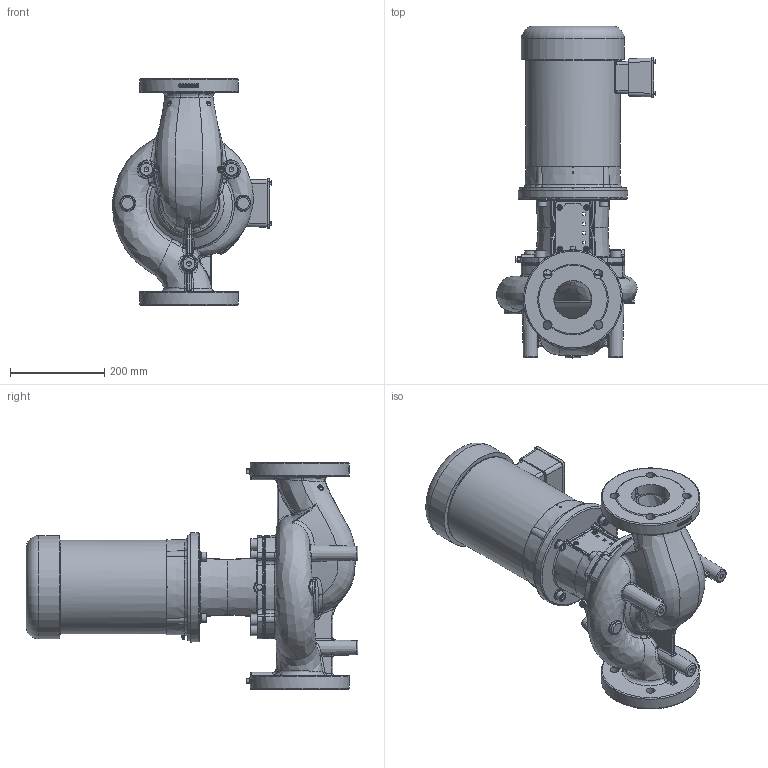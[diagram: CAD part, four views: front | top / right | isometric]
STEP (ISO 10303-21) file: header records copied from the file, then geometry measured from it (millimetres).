
FILE_DESCRIPTION(/* description */ (''),/* implementation_level */ '2;1');
FILE_NAME(/* name */ '2760740 - PUMP IL3-35_450-4-S1E 460V_3_60 TEFC_Shrinkwrap_1.stp',/* time_stamp */ '2022-03-24T15:51:50-05:00',/* author */ ('faliszekte'),/* organization */ (''),/* preprocessor_version */ 'ST-DEVELOPER v18.1',/* originating_system */ 'Autodesk Inventor 2021',/* authorisation */ '');
FILE_SCHEMA (('AUTOMOTIVE_DESIGN { 1 0 10303 214 3 1 1 }'));
Length unit declared in the file: inch
Products named in the file (1): 2760740 - PUMP IL3-35_450-4-S1E 460V_3_60 TEFC_Shrinkwrap_1
Bounding box: 336.23 x 702.83 x 482.6 mm (x, y, z)
Surface area: 1208378.1 mm2 (no closed solid volume)
Topology: 0 solids, 41 shells, 3113 faces, 8925 edges, 5798 vertices
Faces by surface type: plane 1216, cylinder 940, bspline 519, cone 256, torus 114, sphere 68
Full cylindrical faces by diameter (mm): 3.734 x1, 3.768 x1, 8.141 x10, 8.179 x8, 8.6 x2, 9 x8, 10.11 x3, 10.162 x60, 10.516 x4, 11 x8, 11.1 x1, 12.7 x60, 13.495 x2, 19 x8, 19.05 x4, 23.812 x4, 28.569 x1, 199.542 x1, 209.55 x2, 215.862 x1, 218.328 x1
Entity records: 182786 total; most frequent: CARTESIAN_POINT 101955, ORIENTED_EDGE 16488, DIRECTION 15574, EDGE_CURVE 8885, VERTEX_POINT 5798, AXIS2_PLACEMENT_3D 5794, LINE 3986, VECTOR 3986
